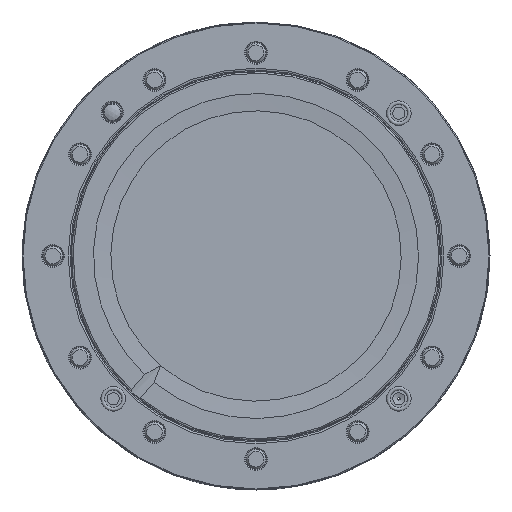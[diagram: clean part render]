
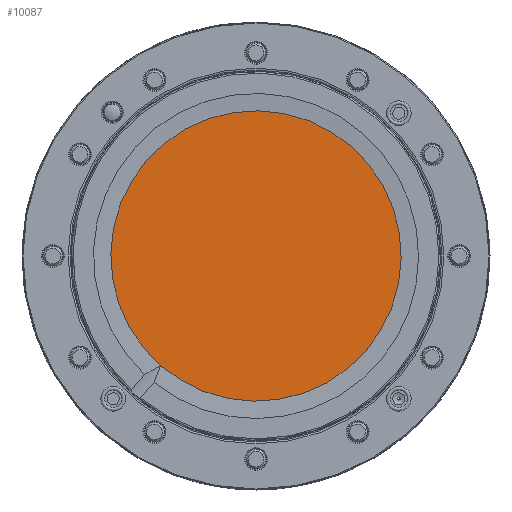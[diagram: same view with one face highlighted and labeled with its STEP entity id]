
A CAD part, front view. The second image highlights one B-rep face of the part: STEP entity #10087.
In plain terms, the highlighted planar face has unit normal (0, -1, 0).
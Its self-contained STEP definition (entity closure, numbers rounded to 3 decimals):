
#2715 = CARTESIAN_POINT ( 'NONE',  ( -38.688, -44.5, -44.474 ) ) ;
#2937 = ORIENTED_EDGE ( 'NONE', *, *, #5411, .F. ) ;
#3906 = DIRECTION ( 'NONE',  ( 0., -1., 0. ) ) ;
#5411 = EDGE_CURVE ( 'NONE', #15156, #15156, #13865, .T. ) ;
#6948 = CARTESIAN_POINT ( 'NONE',  ( 0., -44.5, 0. ) ) ;
#8413 = DIRECTION ( 'NONE',  ( 0.656, 0., 0.754 ) ) ;
#8548 = AXIS2_PLACEMENT_3D ( 'NONE', #6948, #16289, #8413 ) ;
#9761 = AXIS2_PLACEMENT_3D ( 'NONE', #18063, #3906, #11557 ) ;
#10087 = ADVANCED_FACE ( 'NONE', ( #11655 ), #19903, .T. ) ;
#11557 = DIRECTION ( 'NONE',  ( -0.656, 0., -0.754 ) ) ;
#11655 = FACE_OUTER_BOUND ( 'NONE', #13939, .T. ) ;
#13865 = CIRCLE ( 'NONE', #8548, 58.947 ) ;
#13939 = EDGE_LOOP ( 'NONE', ( #2937 ) ) ;
#15156 = VERTEX_POINT ( 'NONE', #2715 ) ;
#16289 = DIRECTION ( 'NONE',  ( 0., 1., 0. ) ) ;
#18063 = CARTESIAN_POINT ( 'NONE',  ( 24.502, -44.5, -21.314 ) ) ;
#19903 = PLANE ( 'NONE',  #9761 ) ;
